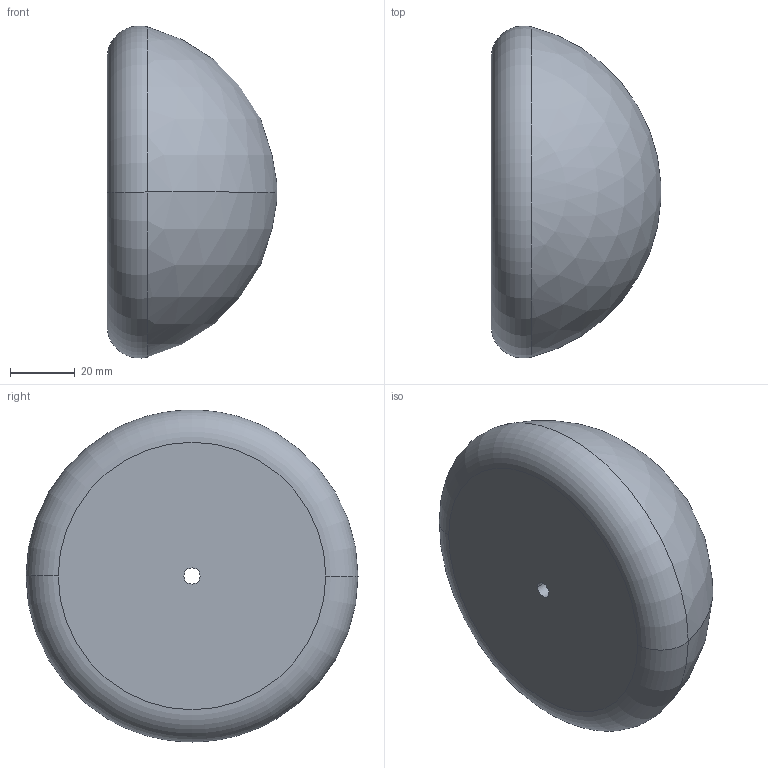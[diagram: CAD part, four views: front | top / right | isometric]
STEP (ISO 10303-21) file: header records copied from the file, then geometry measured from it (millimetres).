
FILE_DESCRIPTION (( 'STEP AP203' ), '1' );
FILE_NAME ('wheel_Default_sldprt.STEP', '2020-06-05T18:16:10', ( '' ), ( '' ), 'SwSTEP 2.0', 'SolidWorks 2019', '' );
FILE_SCHEMA (( 'CONFIG_CONTROL_DESIGN' ));
Length unit declared in the file: millimetre
Products named in the file (1): wheel_Default_sldprt
Bounding box: 52.44 x 102.56 x 102.56 mm (x, y, z)
Volume: 292514.4 mm3; surface area: 24857.4 mm2
Topology: 1 solids, 1 shells, 7 faces, 14 edges, 8 vertices
Faces by surface type: torus 2, cylinder 2, sphere 2, plane 1
Entity records: 269 total; most frequent: DIRECTION 42, CARTESIAN_POINT 30, ORIENTED_EDGE 28, AXIS2_PLACEMENT_3D 20, EDGE_CURVE 14, CIRCLE 12, EDGE_LOOP 8, VERTEX_POINT 8
